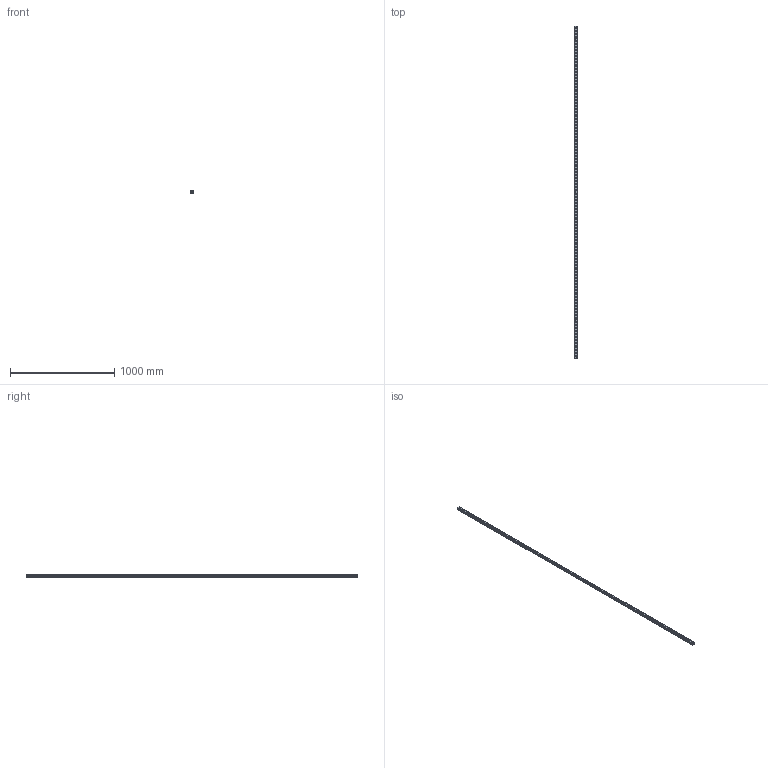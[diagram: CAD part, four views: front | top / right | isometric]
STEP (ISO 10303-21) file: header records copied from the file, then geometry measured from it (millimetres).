
FILE_DESCRIPTION(('STEP AP214'),'1');
FILE_NAME('cctmp_FBD41369-D6D7-4240-81C6-B897F0E1808C_2021_03_11_10_34_39_0936..stp','2021-03-11T09:34:40',('HIWIN GmbH'),('CADClick - www.CADClick.com'),'Spatial InterOp 3D',' ','unknown authorization');
FILE_SCHEMA(('AUTOMOTIVE_DESIGN'));
Length unit declared in the file: millimetre
Products named in the file (1): RGR25R3190H_FILE
Bounding box: 23 x 3190 x 23.6 mm (x, y, z)
Volume: 1279691.8 mm3; surface area: 395557.3 mm2
Topology: 1 solids, 1 shells, 1071 faces, 2241 edges, 1494 vertices
Faces by surface type: cylinder 654, plane 417
Entity records: 37795 total; most frequent: DIRECTION 5693, CARTESIAN_POINT 4807, ORIENTED_EDGE 4482, AXIS2_PLACEMENT_3D 2380, EDGE_CURVE 2241, VERTEX_POINT 1494, EDGE_LOOP 1393, CIRCLE 1308
